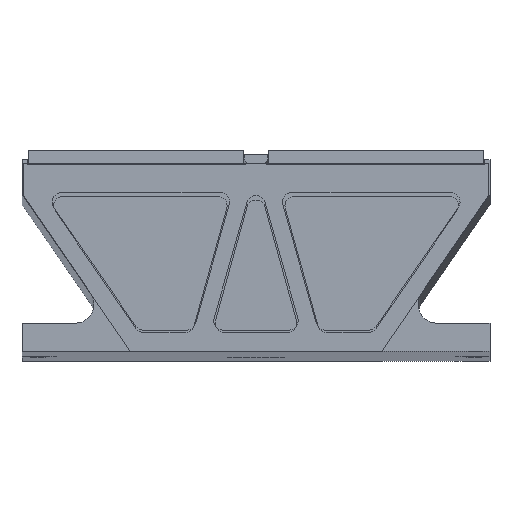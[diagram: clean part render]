
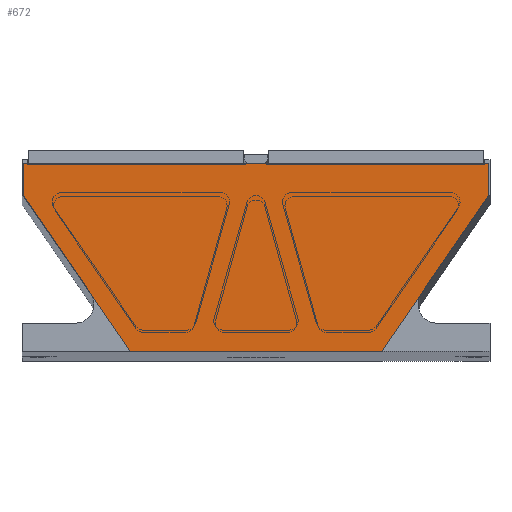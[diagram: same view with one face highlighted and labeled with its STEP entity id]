
A CAD part, top view. The second image highlights one B-rep face of the part: STEP entity #672.
In plain terms, the highlighted planar face has unit normal (0, 0, 1).
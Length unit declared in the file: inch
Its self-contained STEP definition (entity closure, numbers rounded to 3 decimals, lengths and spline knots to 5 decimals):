
#4 = VECTOR ( 'NONE', #5279, 39.37008 ) ;
#132 = DIRECTION ( 'NONE',  ( 1., 0., 0. ) ) ;
#462 = DIRECTION ( 'NONE',  ( 0., 1., 0. ) ) ;
#613 = VERTEX_POINT ( 'NONE', #3200 ) ;
#672 = ADVANCED_FACE ( 'NONE', ( #3661 ), #11282, .T. ) ;
#901 = ORIENTED_EDGE ( 'NONE', *, *, #12593, .F. ) ;
#1161 = VERTEX_POINT ( 'NONE', #11965 ) ;
#1409 = ORIENTED_EDGE ( 'NONE', *, *, #13538, .F. ) ;
#1440 = EDGE_CURVE ( 'NONE', #1161, #5060, #7648, .T. ) ;
#1487 = CARTESIAN_POINT ( 'NONE',  ( -1.9535, -1.656, 24.7243 ) ) ;
#1750 = LINE ( 'NONE', #4204, #15339 ) ;
#2124 = CARTESIAN_POINT ( 'NONE',  ( -1.9535, -0.34862, 24.7243 ) ) ;
#2384 = VERTEX_POINT ( 'NONE', #12050 ) ;
#2442 = VERTEX_POINT ( 'NONE', #14334 ) ;
#2641 = EDGE_CURVE ( 'NONE', #2442, #2384, #11107, .T. ) ;
#3017 = VECTOR ( 'NONE', #7231, 39.37008 ) ;
#3200 = CARTESIAN_POINT ( 'NONE',  ( -1.9535, -0.0812, 24.7243 ) ) ;
#3661 = FACE_OUTER_BOUND ( 'NONE', #13522, .T. ) ;
#3727 = DIRECTION ( 'NONE',  ( 0., -1., 0. ) ) ;
#4204 = CARTESIAN_POINT ( 'NONE',  ( 1.9535, -0.34862, 24.7243 ) ) ;
#4440 = DIRECTION ( 'NONE',  ( 0.566, 0.824, 0. ) ) ;
#4850 = VERTEX_POINT ( 'NONE', #2124 ) ;
#5060 = VERTEX_POINT ( 'NONE', #8706 ) ;
#5175 = AXIS2_PLACEMENT_3D ( 'NONE', #1487, #14689, #132 ) ;
#5279 = DIRECTION ( 'NONE',  ( -1., 0., 0. ) ) ;
#5600 = LINE ( 'NONE', #14640, #7856 ) ;
#5929 = DIRECTION ( 'NONE',  ( 1., 0., 0. ) ) ;
#6565 = CARTESIAN_POINT ( 'NONE',  ( -1.9535, -0.0812, 24.7243 ) ) ;
#7231 = DIRECTION ( 'NONE',  ( -0.566, 0.824, 0. ) ) ;
#7648 = LINE ( 'NONE', #12525, #4 ) ;
#7856 = VECTOR ( 'NONE', #5929, 39.37008 ) ;
#8706 = CARTESIAN_POINT ( 'NONE',  ( -1.0555, -1.656, 24.7243 ) ) ;
#8721 = LINE ( 'NONE', #13492, #3017 ) ;
#9350 = VECTOR ( 'NONE', #3727, 39.37008 ) ;
#10197 = ORIENTED_EDGE ( 'NONE', *, *, #1440, .F. ) ;
#10437 = ORIENTED_EDGE ( 'NONE', *, *, #14871, .T. ) ;
#11107 = LINE ( 'NONE', #13632, #9350 ) ;
#11242 = ORIENTED_EDGE ( 'NONE', *, *, #13142, .F. ) ;
#11282 = PLANE ( 'NONE',  #5175 ) ;
#11965 = CARTESIAN_POINT ( 'NONE',  ( 1.0555, -1.656, 24.7243 ) ) ;
#12050 = CARTESIAN_POINT ( 'NONE',  ( 1.9535, -0.34862, 24.7243 ) ) ;
#12525 = CARTESIAN_POINT ( 'NONE',  ( -1.9535, -1.656, 24.7243 ) ) ;
#12593 = EDGE_CURVE ( 'NONE', #5060, #4850, #8721, .T. ) ;
#12612 = LINE ( 'NONE', #6565, #14668 ) ;
#13142 = EDGE_CURVE ( 'NONE', #613, #2442, #5600, .T. ) ;
#13492 = CARTESIAN_POINT ( 'NONE',  ( -1.9535, -0.34862, 24.7243 ) ) ;
#13522 = EDGE_LOOP ( 'NONE', ( #901, #10197, #10437, #14955, #11242, #1409 ) ) ;
#13538 = EDGE_CURVE ( 'NONE', #4850, #613, #12612, .T. ) ;
#13632 = CARTESIAN_POINT ( 'NONE',  ( 1.9535, -0.0812, 24.7243 ) ) ;
#14334 = CARTESIAN_POINT ( 'NONE',  ( 1.9535, -0.0812, 24.7243 ) ) ;
#14640 = CARTESIAN_POINT ( 'NONE',  ( 1.9535, -0.0812, 24.7243 ) ) ;
#14668 = VECTOR ( 'NONE', #462, 39.37008 ) ;
#14689 = DIRECTION ( 'NONE',  ( 0., 0., 1. ) ) ;
#14871 = EDGE_CURVE ( 'NONE', #1161, #2384, #1750, .T. ) ;
#14955 = ORIENTED_EDGE ( 'NONE', *, *, #2641, .F. ) ;
#15339 = VECTOR ( 'NONE', #4440, 39.37008 ) ;
